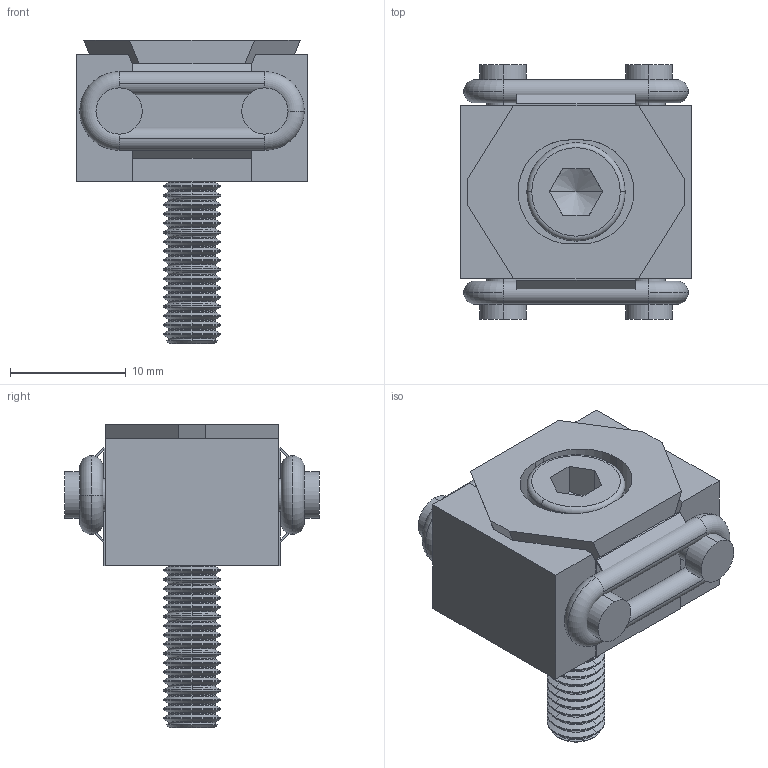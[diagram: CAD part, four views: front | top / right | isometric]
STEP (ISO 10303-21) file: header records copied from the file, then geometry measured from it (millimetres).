
FILE_DESCRIPTION(('STEP AP214'),'1');
FILE_NAME(' ',' ',('TraceParts'),('TraceParts S.A.'),'XStep 1.0',' ',' ');
FILE_SCHEMA(('automotive_design'));
Length unit declared in the file: millimetre
Products named in the file (7): 1; 2; 3; 4; 5; 6; 7
Bounding box: 20 x 22 x 26.2 mm (x, y, z)
Volume: 4017.9 mm3; surface area: 4099.1 mm2
Topology: 7 solids, 7 shells, 311 faces, 748 edges, 453 vertices
Faces by surface type: torus 88, plane 79, cone 78, cylinder 66
Entity records: 17707 total; most frequent: DIRECTION 1800, CARTESIAN_POINT 1559, STYLED_ITEM 1510, PRESENTATION_STYLE_ASSIGNMENT 1510, COLOUR_RGB 1510, ORIENTED_EDGE 1492, EDGE_CURVE 746, CURVE_STYLE 746
